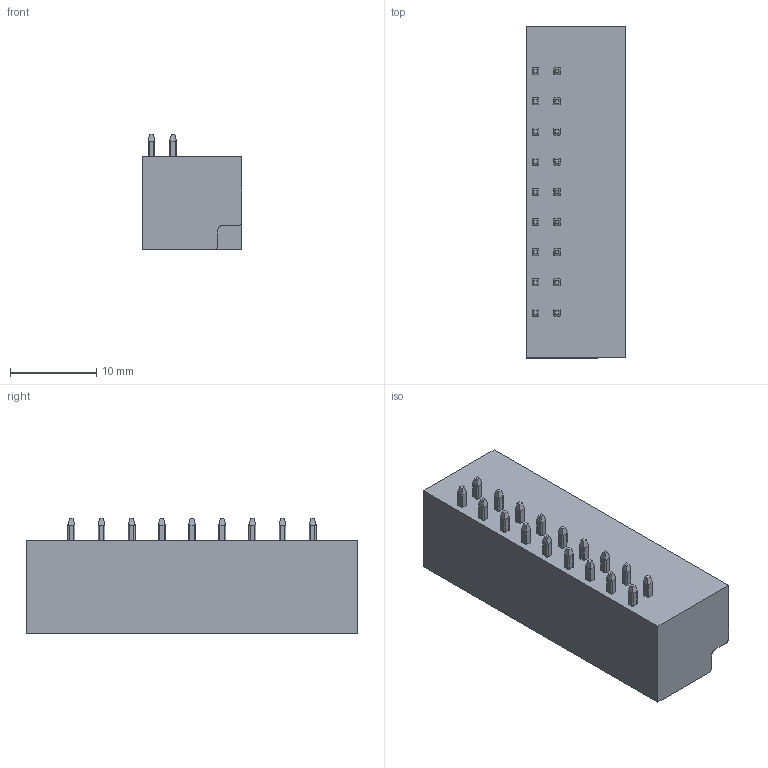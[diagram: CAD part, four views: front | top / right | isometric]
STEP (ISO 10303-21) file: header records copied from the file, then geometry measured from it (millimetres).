
FILE_DESCRIPTION((''),'2;1');
FILE_NAME('1111','2024-11-15T17:16:54',('tluser'),(''),'CREO PARAMETRIC BY PTC INC, 2018100','CREO PARAMETRIC BY PTC INC, 2018100','');
FILE_SCHEMA(('CONFIG_CONTROL_DESIGN'));
Length unit declared in the file: millimetre
Products named in the file (1): 1111
Bounding box: 11.6 x 38.5 x 13.4 mm (x, y, z)
Volume: 3536.8 mm3; surface area: 3372.9 mm2
Topology: 1 solids, 1 shells, 802 faces, 2277 edges, 1518 vertices
Faces by surface type: plane 521, cylinder 218, extrusion 63
Entity records: 26776 total; most frequent: CARTESIAN_POINT 6255, ORIENTED_EDGE 4554, DIRECTION 3786, EDGE_CURVE 2277, VECTOR 1634, LINE 1571, VERTEX_POINT 1518, AXIS2_PLACEMENT_3D 1076
